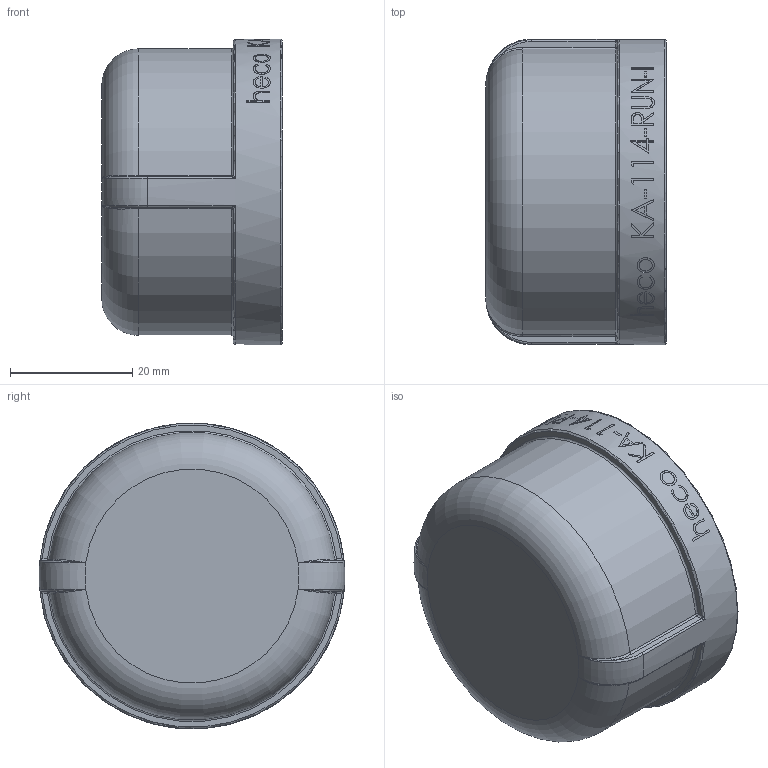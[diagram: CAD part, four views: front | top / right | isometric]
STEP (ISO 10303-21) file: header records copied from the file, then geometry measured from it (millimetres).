
FILE_DESCRIPTION (( 'STEP AP214' ), '1' );
FILE_NAME ('KA-114-RUN-I 2310.STEP', '2023-10-17T08:32:56', ( '' ), ( '' ), 'SwSTEP 2.0', 'SolidWorks 2019', '' );
FILE_SCHEMA (( 'AUTOMOTIVE_DESIGN' ));
Length unit declared in the file: millimetre
Products named in the file (1): KA-114-RUN-I 2310
Bounding box: 29.5 x 49.99 x 49.98 mm (x, y, z)
Volume: 18387.6 mm3; surface area: 11376.2 mm2
Topology: 1 solids, 1 shells, 234 faces, 590 edges, 373 vertices
Faces by surface type: plane 91, bspline 89, cylinder 38, torus 10, sphere 4, cone 2
Full cylindrical faces by diameter (mm): 38.952 x1, 42.11 x1, 50 x1
Entity records: 16510 total; most frequent: CARTESIAN_POINT 9870, ORIENTED_EDGE 1142, DIRECTION 700, EDGE_CURVE 571, VERTEX_POINT 369, B_SPLINE_CURVE_WITH_KNOTS 290, AXIS2_PLACEMENT_3D 273, EDGE_LOOP 264
